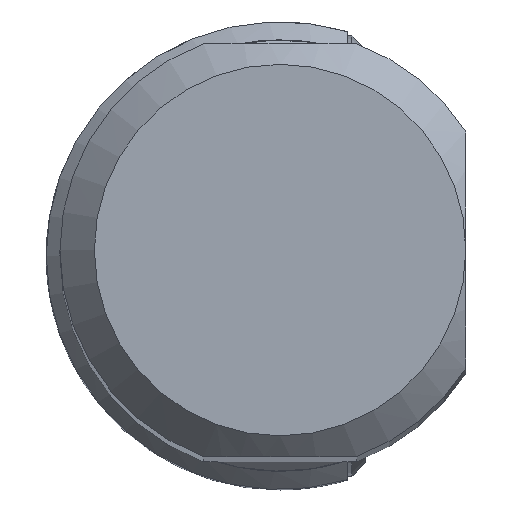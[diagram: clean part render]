
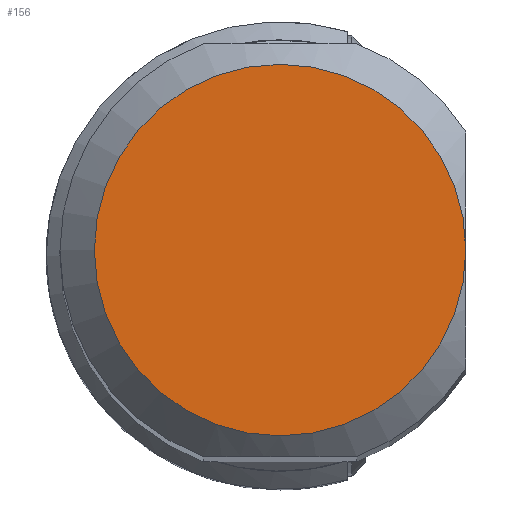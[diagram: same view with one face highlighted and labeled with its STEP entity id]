
A CAD part, top view. The second image highlights one B-rep face of the part: STEP entity #156.
In plain terms, the highlighted planar face has unit normal (0, 0, 1).
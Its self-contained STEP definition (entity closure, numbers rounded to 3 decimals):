
#108=PLANE('',#879);
#156=ADVANCED_FACE('SHANK_FACE_BACK',(#232),#108,.F.);
#232=FACE_OUTER_BOUND('',#257,.T.);
#257=EDGE_LOOP('',(#464));
#464=ORIENTED_EDGE('',*,*,#720,.T.);
#630=VERTEX_POINT('',#1363);
#720=EDGE_CURVE('',#630,#630,#779,.T.);
#779=CIRCLE('',#878,13.5);
#878=AXIS2_PLACEMENT_3D('',#1362,#1044,#1045);
#879=AXIS2_PLACEMENT_3D('',#1364,#1046,#1047);
#1044=DIRECTION('',(0.,0.,1.));
#1045=DIRECTION('',(-1.,0.,0.));
#1046=DIRECTION('',(0.,0.,-1.));
#1047=DIRECTION('',(1.,0.,0.));
#1362=CARTESIAN_POINT('',(0.,0.,0.));
#1363=CARTESIAN_POINT('',(13.5,0.,0.));
#1364=CARTESIAN_POINT('',(0.,0.,0.));
